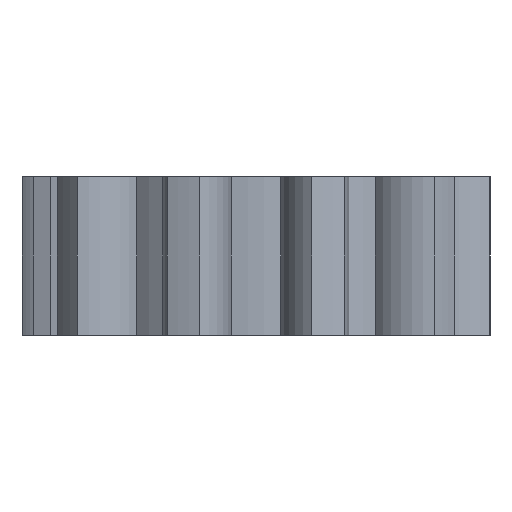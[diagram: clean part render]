
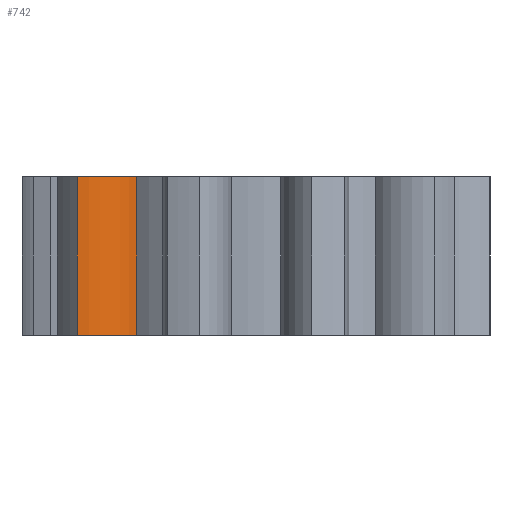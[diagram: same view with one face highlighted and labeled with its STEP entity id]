
A CAD part, front view. The second image highlights one B-rep face of the part: STEP entity #742.
In plain terms, the highlighted cylindrical face has radius 2.133 mm (diameter 4.267 mm), a partial arc.
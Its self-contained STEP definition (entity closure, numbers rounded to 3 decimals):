
#28 = CARTESIAN_POINT ( 'NONE',  ( 145.866, 791.364, 35.214 ) ) ;
#88 = ORIENTED_EDGE ( 'NONE', *, *, #1534, .T. ) ;
#155 = DIRECTION ( 'NONE',  ( -1., 0., 0. ) ) ;
#226 = CIRCLE ( 'NONE', #1361, 2.133 ) ;
#241 = LINE ( 'NONE', #1788, #1115 ) ;
#324 = ORIENTED_EDGE ( 'NONE', *, *, #720, .T. ) ;
#359 = EDGE_CURVE ( 'NONE', #678, #957, #226, .T. ) ;
#443 = CARTESIAN_POINT ( 'NONE',  ( 143.986, 790.471, 40.214 ) ) ;
#456 = LINE ( 'NONE', #443, #1981 ) ;
#473 = DIRECTION ( 'NONE',  ( 0., 0., -1. ) ) ;
#603 = AXIS2_PLACEMENT_3D ( 'NONE', #845, #1750, #1741 ) ;
#616 = CYLINDRICAL_SURFACE ( 'NONE', #1623, 2.133 ) ;
#678 = VERTEX_POINT ( 'NONE', #1705 ) ;
#720 = EDGE_CURVE ( 'NONE', #1353, #678, #456, .T. ) ;
#742 = ADVANCED_FACE ( 'NONE', ( #1548 ), #616, .T. ) ;
#743 = EDGE_LOOP ( 'NONE', ( #324, #1397, #1670, #88 ) ) ;
#796 = CARTESIAN_POINT ( 'NONE',  ( 144.128, 792.6, 35.214 ) ) ;
#845 = CARTESIAN_POINT ( 'NONE',  ( 144.128, 792.6, 40.214 ) ) ;
#886 = CIRCLE ( 'NONE', #603, 2.133 ) ;
#917 = CARTESIAN_POINT ( 'NONE',  ( 143.986, 790.471, 40.214 ) ) ;
#957 = VERTEX_POINT ( 'NONE', #28 ) ;
#1050 = VERTEX_POINT ( 'NONE', #1469 ) ;
#1052 = EDGE_CURVE ( 'NONE', #1050, #957, #241, .T. ) ;
#1115 = VECTOR ( 'NONE', #1184, 1000. ) ;
#1184 = DIRECTION ( 'NONE',  ( 0., 0., -1. ) ) ;
#1216 = DIRECTION ( 'NONE',  ( 0., 0., -1. ) ) ;
#1353 = VERTEX_POINT ( 'NONE', #917 ) ;
#1361 = AXIS2_PLACEMENT_3D ( 'NONE', #796, #1550, #1584 ) ;
#1397 = ORIENTED_EDGE ( 'NONE', *, *, #359, .T. ) ;
#1469 = CARTESIAN_POINT ( 'NONE',  ( 145.866, 791.364, 40.214 ) ) ;
#1534 = EDGE_CURVE ( 'NONE', #1050, #1353, #886, .T. ) ;
#1548 = FACE_OUTER_BOUND ( 'NONE', #743, .T. ) ;
#1550 = DIRECTION ( 'NONE',  ( 0., 0., 1. ) ) ;
#1559 = CARTESIAN_POINT ( 'NONE',  ( 144.128, 792.6, 40.214 ) ) ;
#1584 = DIRECTION ( 'NONE',  ( 1., 0., 0. ) ) ;
#1623 = AXIS2_PLACEMENT_3D ( 'NONE', #1559, #1216, #155 ) ;
#1670 = ORIENTED_EDGE ( 'NONE', *, *, #1052, .F. ) ;
#1705 = CARTESIAN_POINT ( 'NONE',  ( 143.986, 790.471, 35.214 ) ) ;
#1741 = DIRECTION ( 'NONE',  ( -1., 0., 0. ) ) ;
#1750 = DIRECTION ( 'NONE',  ( 0., 0., -1. ) ) ;
#1788 = CARTESIAN_POINT ( 'NONE',  ( 145.866, 791.364, 40.214 ) ) ;
#1981 = VECTOR ( 'NONE', #473, 1000. ) ;
